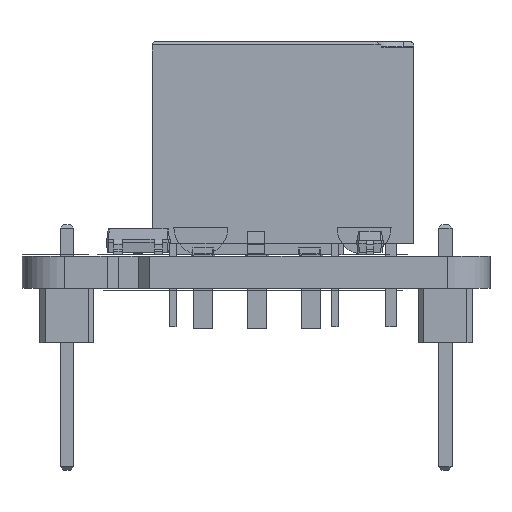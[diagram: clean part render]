
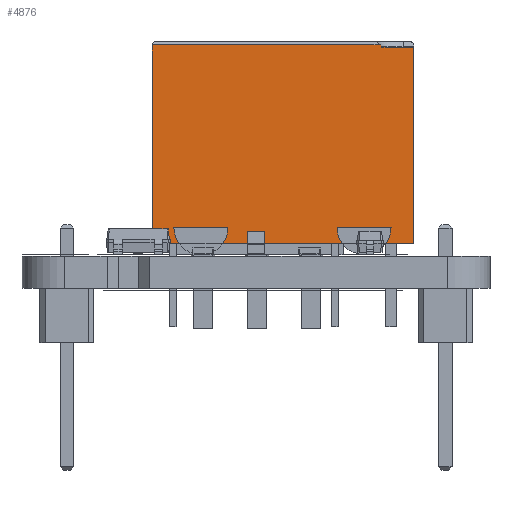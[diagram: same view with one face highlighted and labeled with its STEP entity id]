
A CAD part, left-side view. The second image highlights one B-rep face of the part: STEP entity #4876.
In plain terms, the highlighted face is planar.
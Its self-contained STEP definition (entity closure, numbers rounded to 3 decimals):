
#4284 = VERTEX_POINT('',#4285);
#4285 = CARTESIAN_POINT('',(6.19,1.07,0.5));
#4291 = EDGE_CURVE('',#4284,#4292,#4294,.T.);
#4292 = VERTEX_POINT('',#4293);
#4293 = CARTESIAN_POINT('',(6.19,1.07,9.75));
#4294 = LINE('',#4295,#4296);
#4295 = CARTESIAN_POINT('',(6.19,1.07,0.5));
#4296 = VECTOR('',#4297,1.);
#4297 = DIRECTION('',(0.,0.,1.));
#4520 = EDGE_CURVE('',#4292,#4521,#4523,.T.);
#4521 = VERTEX_POINT('',#4522);
#4522 = CARTESIAN_POINT('',(6.19,-0.43,9.75));
#4523 = LINE('',#4524,#4525);
#4524 = CARTESIAN_POINT('',(6.19,1.07,9.75));
#4525 = VECTOR('',#4526,1.);
#4526 = DIRECTION('',(0.,-1.,0.));
#4544 = EDGE_CURVE('',#4545,#4284,#4547,.T.);
#4545 = VERTEX_POINT('',#4546);
#4546 = CARTESIAN_POINT('',(6.19,-0.26,0.5));
#4547 = LINE('',#4548,#4549);
#4548 = CARTESIAN_POINT('',(6.19,-11.23,0.5));
#4549 = VECTOR('',#4550,1.);
#4550 = DIRECTION('',(0.,1.,0.));
#4569 = VERTEX_POINT('',#4570);
#4570 = CARTESIAN_POINT('',(6.19,-2.28,0.5));
#4576 = EDGE_CURVE('',#4577,#4569,#4579,.T.);
#4577 = VERTEX_POINT('',#4578);
#4578 = CARTESIAN_POINT('',(6.19,-7.93,0.5));
#4579 = LINE('',#4580,#4581);
#4580 = CARTESIAN_POINT('',(6.19,-11.23,0.5));
#4581 = VECTOR('',#4582,1.);
#4582 = DIRECTION('',(0.,1.,0.));
#4601 = VERTEX_POINT('',#4602);
#4602 = CARTESIAN_POINT('',(6.19,-9.95,0.5));
#4608 = EDGE_CURVE('',#4609,#4601,#4611,.T.);
#4609 = VERTEX_POINT('',#4610);
#4610 = CARTESIAN_POINT('',(6.19,-11.23,0.5));
#4611 = LINE('',#4612,#4613);
#4612 = CARTESIAN_POINT('',(6.19,-11.23,0.5));
#4613 = VECTOR('',#4614,1.);
#4614 = DIRECTION('',(0.,1.,0.));
#4876 = ADVANCED_FACE('',(#4877),#4962,.F.);
#4877 = FACE_BOUND('',#4878,.F.);
#4878 = EDGE_LOOP('',(#4879,#4889,#4897,#4903,#4904,#4905,#4906,#4915,
    #4923,#4930,#4931,#4940,#4948,#4955,#4956));
#4879 = ORIENTED_EDGE('',*,*,#4880,.T.);
#4880 = EDGE_CURVE('',#4881,#4883,#4885,.T.);
#4881 = VERTEX_POINT('',#4882);
#4882 = CARTESIAN_POINT('',(6.19,-11.23,9.85));
#4883 = VERTEX_POINT('',#4884);
#4884 = CARTESIAN_POINT('',(6.19,-0.52,9.85));
#4885 = LINE('',#4886,#4887);
#4886 = CARTESIAN_POINT('',(6.19,-11.23,9.85));
#4887 = VECTOR('',#4888,1.);
#4888 = DIRECTION('',(0.,1.,0.));
#4889 = ORIENTED_EDGE('',*,*,#4890,.T.);
#4890 = EDGE_CURVE('',#4883,#4891,#4893,.T.);
#4891 = VERTEX_POINT('',#4892);
#4892 = CARTESIAN_POINT('',(6.19,-0.43,9.76));
#4893 = LINE('',#4894,#4895);
#4894 = CARTESIAN_POINT('',(6.19,-0.875,10.205));
#4895 = VECTOR('',#4896,1.);
#4896 = DIRECTION('',(0.,0.707,-0.707)
  );
#4897 = ORIENTED_EDGE('',*,*,#4898,.T.);
#4898 = EDGE_CURVE('',#4891,#4521,#4899,.T.);
#4899 = LINE('',#4900,#4901);
#4900 = CARTESIAN_POINT('',(6.19,-0.43,10.));
#4901 = VECTOR('',#4902,1.);
#4902 = DIRECTION('',(-0.,0.,-1.));
#4903 = ORIENTED_EDGE('',*,*,#4520,.F.);
#4904 = ORIENTED_EDGE('',*,*,#4291,.F.);
#4905 = ORIENTED_EDGE('',*,*,#4544,.F.);
#4906 = ORIENTED_EDGE('',*,*,#4907,.T.);
#4907 = EDGE_CURVE('',#4545,#4908,#4910,.T.);
#4908 = VERTEX_POINT('',#4909);
#4909 = CARTESIAN_POINT('',(6.19,0.,1.27));
#4910 = CIRCLE('',#4911,1.27);
#4911 = AXIS2_PLACEMENT_3D('',#4912,#4913,#4914);
#4912 = CARTESIAN_POINT('',(6.19,-1.27,1.27));
#4913 = DIRECTION('',(1.,0.,0.));
#4914 = DIRECTION('',(0.,1.,0.));
#4915 = ORIENTED_EDGE('',*,*,#4916,.F.);
#4916 = EDGE_CURVE('',#4917,#4908,#4919,.T.);
#4917 = VERTEX_POINT('',#4918);
#4918 = CARTESIAN_POINT('',(6.19,-2.54,1.27));
#4919 = LINE('',#4920,#4921);
#4920 = CARTESIAN_POINT('',(6.19,-2.54,1.27));
#4921 = VECTOR('',#4922,1.);
#4922 = DIRECTION('',(0.,1.,0.));
#4923 = ORIENTED_EDGE('',*,*,#4924,.T.);
#4924 = EDGE_CURVE('',#4917,#4569,#4925,.T.);
#4925 = CIRCLE('',#4926,1.27);
#4926 = AXIS2_PLACEMENT_3D('',#4927,#4928,#4929);
#4927 = CARTESIAN_POINT('',(6.19,-1.27,1.27));
#4928 = DIRECTION('',(1.,0.,0.));
#4929 = DIRECTION('',(0.,1.,0.));
#4930 = ORIENTED_EDGE('',*,*,#4576,.F.);
#4931 = ORIENTED_EDGE('',*,*,#4932,.T.);
#4932 = EDGE_CURVE('',#4577,#4933,#4935,.T.);
#4933 = VERTEX_POINT('',#4934);
#4934 = CARTESIAN_POINT('',(6.19,-7.67,1.27));
#4935 = CIRCLE('',#4936,1.27);
#4936 = AXIS2_PLACEMENT_3D('',#4937,#4938,#4939);
#4937 = CARTESIAN_POINT('',(6.19,-8.94,1.27));
#4938 = DIRECTION('',(1.,0.,0.));
#4939 = DIRECTION('',(0.,1.,0.));
#4940 = ORIENTED_EDGE('',*,*,#4941,.F.);
#4941 = EDGE_CURVE('',#4942,#4933,#4944,.T.);
#4942 = VERTEX_POINT('',#4943);
#4943 = CARTESIAN_POINT('',(6.19,-10.21,1.27));
#4944 = LINE('',#4945,#4946);
#4945 = CARTESIAN_POINT('',(6.19,-10.21,1.27));
#4946 = VECTOR('',#4947,1.);
#4947 = DIRECTION('',(0.,1.,0.));
#4948 = ORIENTED_EDGE('',*,*,#4949,.T.);
#4949 = EDGE_CURVE('',#4942,#4601,#4950,.T.);
#4950 = CIRCLE('',#4951,1.27);
#4951 = AXIS2_PLACEMENT_3D('',#4952,#4953,#4954);
#4952 = CARTESIAN_POINT('',(6.19,-8.94,1.27));
#4953 = DIRECTION('',(1.,0.,0.));
#4954 = DIRECTION('',(0.,1.,0.));
#4955 = ORIENTED_EDGE('',*,*,#4608,.F.);
#4956 = ORIENTED_EDGE('',*,*,#4957,.T.);
#4957 = EDGE_CURVE('',#4609,#4881,#4958,.T.);
#4958 = LINE('',#4959,#4960);
#4959 = CARTESIAN_POINT('',(6.19,-11.23,0.5));
#4960 = VECTOR('',#4961,1.);
#4961 = DIRECTION('',(0.,0.,1.));
#4962 = PLANE('',#4963);
#4963 = AXIS2_PLACEMENT_3D('',#4964,#4965,#4966);
#4964 = CARTESIAN_POINT('',(6.19,-11.23,0.5));
#4965 = DIRECTION('',(-1.,0.,0.));
#4966 = DIRECTION('',(0.,1.,0.));
